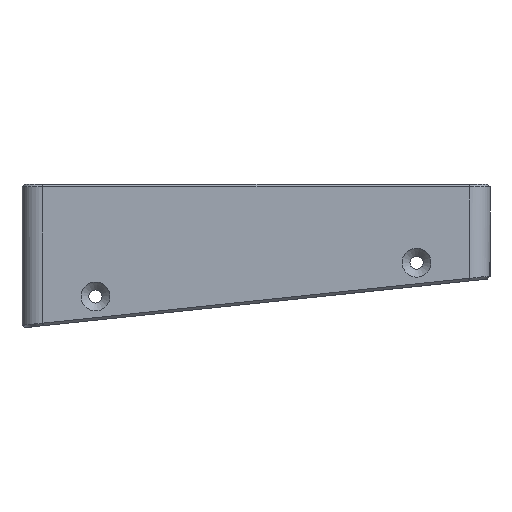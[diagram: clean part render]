
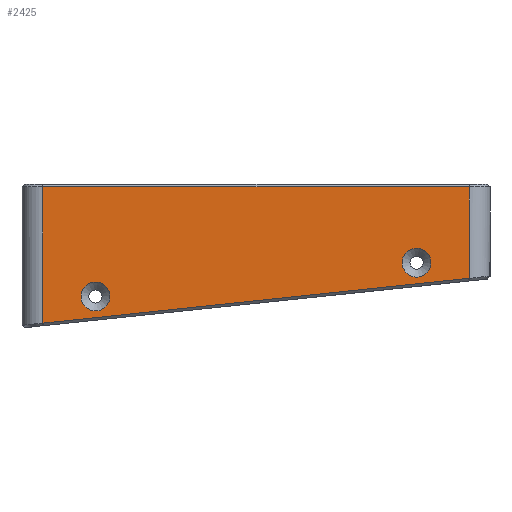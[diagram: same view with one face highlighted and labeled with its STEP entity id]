
A CAD part, left-side view. The second image highlights one B-rep face of the part: STEP entity #2425.
In plain terms, the highlighted planar face has unit normal (-1, 0, 0).
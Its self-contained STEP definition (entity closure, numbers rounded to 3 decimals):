
#33=FACE_BOUND('',#481,.T.);
#34=FACE_BOUND('',#482,.T.);
#54=B_SPLINE_CURVE_WITH_KNOTS('',3,(#4218,#4219,#4220,#4221),
 .UNSPECIFIED.,.F.,.F.,(4,4),(1.558,1.571),
 .UNSPECIFIED.);
#145=CIRCLE('',#2564,2.75);
#148=CIRCLE('',#2569,2.75);
#339=FACE_OUTER_BOUND('',#480,.T.);
#480=EDGE_LOOP('',(#2147,#2148,#2149,#2150,#2151));
#481=EDGE_LOOP('',(#2152));
#482=EDGE_LOOP('',(#2153));
#518=LINE('',#3427,#750);
#712=LINE('',#4081,#944);
#721=LINE('',#4243,#953);
#722=LINE('',#4244,#954);
#750=VECTOR('',#2729,10.);
#944=VECTOR('',#3315,10.);
#953=VECTOR('',#3330,10.);
#954=VECTOR('',#3331,10.);
#979=VERTEX_POINT('',#3417);
#981=VERTEX_POINT('',#3423);
#1086=VERTEX_POINT('',#3757);
#1089=VERTEX_POINT('',#3767);
#1167=VERTEX_POINT('',#4056);
#1170=VERTEX_POINT('',#4074);
#1173=VERTEX_POINT('',#4079);
#1208=EDGE_CURVE('',#979,#981,#518,.T.);
#1366=EDGE_CURVE('',#1086,#1086,#145,.T.);
#1371=EDGE_CURVE('',#1089,#1089,#148,.T.);
#1503=EDGE_CURVE('',#1173,#1170,#712,.T.);
#1519=EDGE_CURVE('',#1167,#1173,#54,.T.);
#1521=EDGE_CURVE('',#979,#1170,#721,.T.);
#1522=EDGE_CURVE('',#981,#1167,#722,.T.);
#2147=ORIENTED_EDGE('',*,*,#1208,.F.);
#2148=ORIENTED_EDGE('',*,*,#1521,.T.);
#2149=ORIENTED_EDGE('',*,*,#1503,.F.);
#2150=ORIENTED_EDGE('',*,*,#1519,.F.);
#2151=ORIENTED_EDGE('',*,*,#1522,.F.);
#2152=ORIENTED_EDGE('',*,*,#1366,.T.);
#2153=ORIENTED_EDGE('',*,*,#1371,.T.);
#2299=PLANE('',#2666);
#2425=ADVANCED_FACE('',(#339,#33,#34),#2299,.T.);
#2564=AXIS2_PLACEMENT_3D('',#3758,#3034,#3035);
#2569=AXIS2_PLACEMENT_3D('',#3768,#3046,#3047);
#2666=AXIS2_PLACEMENT_3D('',#4242,#3328,#3329);
#2729=DIRECTION('',(0.,-1.,0.));
#3034=DIRECTION('center_axis',(1.,0.,0.));
#3035=DIRECTION('ref_axis',(0.,-1.,0.));
#3046=DIRECTION('center_axis',(1.,0.,0.));
#3047=DIRECTION('ref_axis',(0.,-1.,0.));
#3315=DIRECTION('',(0.,0.995,-0.105));
#3328=DIRECTION('center_axis',(-1.,0.,0.));
#3329=DIRECTION('ref_axis',(0.,-1.,0.));
#3330=DIRECTION('',(0.,0.,-1.));
#3331=DIRECTION('',(0.,0.,-1.));
#3417=CARTESIAN_POINT('',(-4.5,2.5,8.5));
#3423=CARTESIAN_POINT('',(-4.5,-78.7,8.5));
#3427=CARTESIAN_POINT('',(-4.5,-15.8,8.5));
#3757=CARTESIAN_POINT('',(-4.5,-4.75,-12.379));
#3758=CARTESIAN_POINT('Origin',(-4.5,-7.5,-12.379));
#3767=CARTESIAN_POINT('',(-4.5,-65.95,-5.947));
#3768=CARTESIAN_POINT('Origin',(-4.5,-68.7,-5.947));
#4056=CARTESIAN_POINT('',(-4.5,-78.7,-8.918));
#4074=CARTESIAN_POINT('',(-4.5,2.5,-17.452));
#4079=CARTESIAN_POINT('',(-4.5,-78.648,-8.923));
#4081=CARTESIAN_POINT('',(-4.5,-16.825,-15.421));
#4218=CARTESIAN_POINT('Ctrl Pts',(-4.5,-78.7,-8.918));
#4219=CARTESIAN_POINT('Ctrl Pts',(-4.5,-78.683,-8.919));
#4220=CARTESIAN_POINT('Ctrl Pts',(-4.5,-78.665,-8.921));
#4221=CARTESIAN_POINT('Ctrl Pts',(-4.5,-78.648,-8.923));
#4242=CARTESIAN_POINT('Origin',(-4.5,6.5,0.));
#4243=CARTESIAN_POINT('',(-4.5,2.5,0.));
#4244=CARTESIAN_POINT('',(-4.5,-78.7,0.));
